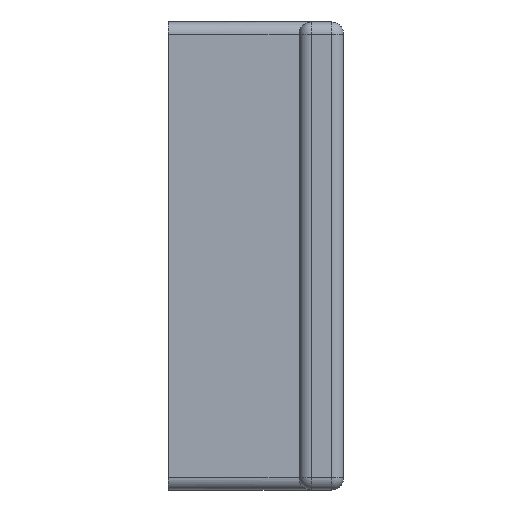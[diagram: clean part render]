
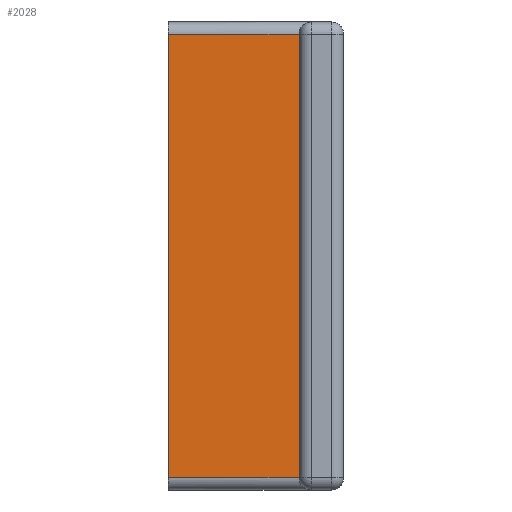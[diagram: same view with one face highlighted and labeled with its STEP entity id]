
A CAD part, left-side view. The second image highlights one B-rep face of the part: STEP entity #2028.
In plain terms, the highlighted planar face has unit normal (-1, 0, 0).
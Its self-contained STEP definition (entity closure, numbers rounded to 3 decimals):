
#181=DIRECTION('',(0.,0.,1.));
#182=VECTOR('',#181,50.);
#183=CARTESIAN_POINT('',(-34.5,-1.4,-25.));
#184=LINE('',#183,#182);
#421=DIRECTION('',(0.,-1.,0.));
#422=VECTOR('',#421,16.2);
#423=CARTESIAN_POINT('',(-34.5,20.3,-27.5));
#424=LINE('',#423,#422);
#425=DIRECTION('',(0.,1.,0.));
#426=VECTOR('',#425,16.2);
#427=CARTESIAN_POINT('',(-34.5,4.1,27.5));
#428=LINE('',#427,#426);
#429=DIRECTION('',(0.,0.,1.));
#430=VECTOR('',#429,1.);
#431=CARTESIAN_POINT('',(-34.5,4.1,26.5));
#432=LINE('',#431,#430);
#433=DIRECTION('',(0.,1.,0.));
#434=VECTOR('',#433,4.);
#435=CARTESIAN_POINT('',(-34.5,-1.4,25.));
#436=LINE('',#435,#434);
#437=DIRECTION('',(0.,1.,0.));
#438=VECTOR('',#437,4.);
#439=CARTESIAN_POINT('',(-34.5,-1.4,-25.));
#440=LINE('',#439,#438);
#441=DIRECTION('',(0.,0.,1.));
#442=VECTOR('',#441,1.);
#443=CARTESIAN_POINT('',(-34.5,4.1,-27.5));
#444=LINE('',#443,#442);
#565=DIRECTION('',(0.,0.,1.));
#566=VECTOR('',#565,55.);
#567=CARTESIAN_POINT('',(-34.5,20.3,-27.5));
#568=LINE('',#567,#566);
#903=CARTESIAN_POINT('',(-34.5,2.6,-26.5));
#904=DIRECTION('',(1.,0.,0.));
#905=DIRECTION('',(0.,1.,0.));
#906=AXIS2_PLACEMENT_3D('',#903,#904,#905);
#946=CARTESIAN_POINT('',(-34.5,2.6,26.5));
#947=DIRECTION('',(1.,0.,0.));
#948=DIRECTION('',(0.,0.,-1.));
#949=AXIS2_PLACEMENT_3D('',#946,#947,#948);
#1357=CARTESIAN_POINT('',(-34.5,-1.4,-25.));
#1358=CARTESIAN_POINT('',(-34.5,-1.4,25.));
#1359=VERTEX_POINT('',#1357);
#1360=VERTEX_POINT('',#1358);
#1361=CARTESIAN_POINT('',(-34.5,4.1,26.5));
#1363=VERTEX_POINT('',#1361);
#1365=CARTESIAN_POINT('',(-34.5,2.6,25.));
#1367=VERTEX_POINT('',#1365);
#1373=CARTESIAN_POINT('',(-34.5,2.6,-25.));
#1374=VERTEX_POINT('',#1373);
#1375=CARTESIAN_POINT('',(-34.5,4.1,-26.5));
#1376=VERTEX_POINT('',#1375);
#1597=CARTESIAN_POINT('',(-34.5,20.3,-27.5));
#1598=VERTEX_POINT('',#1597);
#1599=CARTESIAN_POINT('',(-34.5,4.1,-27.5));
#1600=VERTEX_POINT('',#1599);
#1601=CARTESIAN_POINT('',(-34.5,20.3,27.5));
#1603=VERTEX_POINT('',#1601);
#1607=CARTESIAN_POINT('',(-34.5,4.1,27.5));
#1608=VERTEX_POINT('',#1607);
#2002=CARTESIAN_POINT('',(-34.5,0.,-29.));
#2003=DIRECTION('',(-1.,0.,0.));
#2004=DIRECTION('',(0.,0.,1.));
#2005=AXIS2_PLACEMENT_3D('',#2002,#2003,#2004);
#2006=PLANE('',#2005);
#2008=ORIENTED_EDGE('',*,*,#2007,.F.);
#2010=ORIENTED_EDGE('',*,*,#2009,.T.);
#2012=ORIENTED_EDGE('',*,*,#2011,.F.);
#2014=ORIENTED_EDGE('',*,*,#2013,.F.);
#2016=ORIENTED_EDGE('',*,*,#2015,.F.);
#2018=ORIENTED_EDGE('',*,*,#2017,.F.);
#2019=ORIENTED_EDGE('',*,*,#1991,.F.);
#2021=ORIENTED_EDGE('',*,*,#2020,.T.);
#2023=ORIENTED_EDGE('',*,*,#2022,.F.);
#2025=ORIENTED_EDGE('',*,*,#2024,.F.);
#2026=EDGE_LOOP('',(#2008,#2010,#2012,#2014,#2016,#2018,#2019,#2021,#2023,
#2025));
#2027=FACE_OUTER_BOUND('',#2026,.F.);
#2028=ADVANCED_FACE('',(#2027),#2006,.T.);
#907=CIRCLE('',#906,1.5);
#950=CIRCLE('',#949,1.5);
#1991=EDGE_CURVE('',#1359,#1360,#184,.T.);
#2007=EDGE_CURVE('',#1598,#1600,#424,.T.);
#2009=EDGE_CURVE('',#1598,#1603,#568,.T.);
#2011=EDGE_CURVE('',#1608,#1603,#428,.T.);
#2013=EDGE_CURVE('',#1363,#1608,#432,.T.);
#2015=EDGE_CURVE('',#1367,#1363,#950,.T.);
#2017=EDGE_CURVE('',#1360,#1367,#436,.T.);
#2020=EDGE_CURVE('',#1359,#1374,#440,.T.);
#2022=EDGE_CURVE('',#1376,#1374,#907,.T.);
#2024=EDGE_CURVE('',#1600,#1376,#444,.T.);
